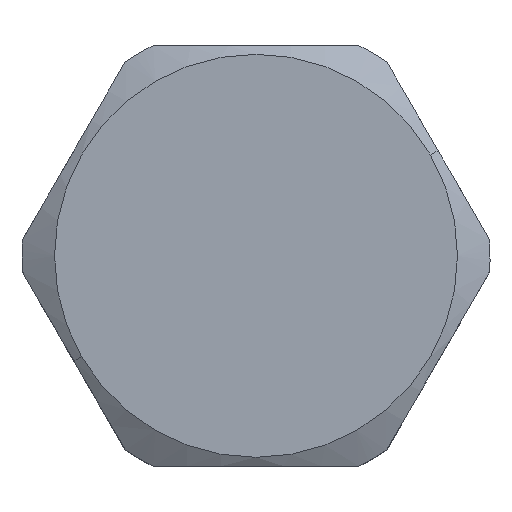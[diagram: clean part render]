
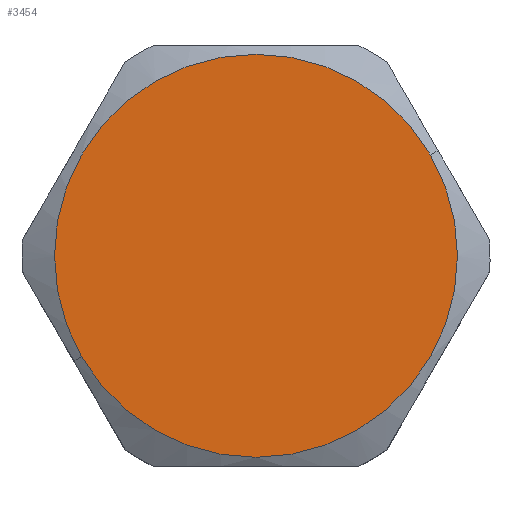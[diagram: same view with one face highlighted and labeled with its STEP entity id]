
A CAD part, top view. The second image highlights one B-rep face of the part: STEP entity #3454.
In plain terms, the highlighted planar face has unit normal (0, 0, 1).
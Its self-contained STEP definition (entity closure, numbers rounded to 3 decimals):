
#526 = EDGE_LOOP ( 'NONE', ( #4766, #4755 ) ) ;
#1146 = CARTESIAN_POINT ( 'NONE',  ( 11.856, 6.845, -15.8 ) ) ;
#1165 = CARTESIAN_POINT ( 'NONE',  ( -11.856, -6.845, -15.8 ) ) ;
#1506 = FACE_OUTER_BOUND ( 'NONE', #526, .T. ) ;
#1952 = AXIS2_PLACEMENT_3D ( 'NONE', #6471, #6517, #6479 ) ;
#1962 = AXIS2_PLACEMENT_3D ( 'NONE', #6591, #6431, #6551 ) ;
#2775 = CIRCLE ( 'NONE', #1952, 13.69 ) ;
#3454 = ADVANCED_FACE ( 'NONE', ( #1506 ), #4257, .T. ) ;
#4255 = CARTESIAN_POINT ( 'NONE',  ( 0., 0., -15.8 ) ) ;
#4257 = PLANE ( 'NONE',  #7200 ) ;
#4259 = DIRECTION ( 'NONE',  ( 0., 0., 1. ) ) ;
#4260 = DIRECTION ( 'NONE',  ( -0.866, -0.5, 0. ) ) ;
#4755 = ORIENTED_EDGE ( 'NONE', *, *, #6808, .T. ) ;
#4766 = ORIENTED_EDGE ( 'NONE', *, *, #6829, .T. ) ;
#5364 = VERTEX_POINT ( 'NONE', #1165 ) ;
#5382 = VERTEX_POINT ( 'NONE', #1146 ) ;
#5608 = CIRCLE ( 'NONE', #1962, 13.69 ) ;
#6431 = DIRECTION ( 'NONE',  ( 0., 0., 1. ) ) ;
#6471 = CARTESIAN_POINT ( 'NONE',  ( 0., 0., -15.8 ) ) ;
#6479 = DIRECTION ( 'NONE',  ( -0.866, -0.5, 0. ) ) ;
#6517 = DIRECTION ( 'NONE',  ( 0., 0., 1. ) ) ;
#6551 = DIRECTION ( 'NONE',  ( -0.866, -0.5, 0. ) ) ;
#6591 = CARTESIAN_POINT ( 'NONE',  ( 0., 0., -15.8 ) ) ;
#6808 = EDGE_CURVE ( 'NONE', #5364, #5382, #2775, .T. ) ;
#6829 = EDGE_CURVE ( 'NONE', #5382, #5364, #5608, .T. ) ;
#7200 = AXIS2_PLACEMENT_3D ( 'NONE', #4255, #4259, #4260 ) ;
